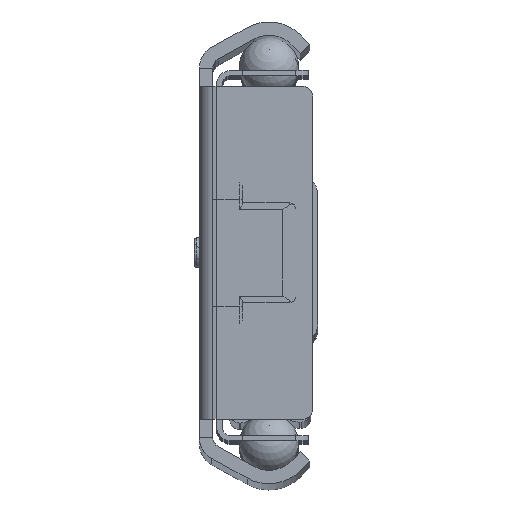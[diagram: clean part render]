
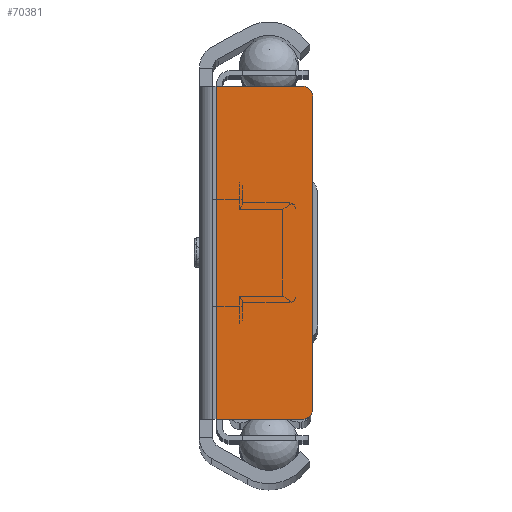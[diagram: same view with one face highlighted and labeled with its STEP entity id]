
A CAD part, top view. The second image highlights one B-rep face of the part: STEP entity #70381.
In plain terms, the highlighted planar face has unit normal (0, 0, 1).
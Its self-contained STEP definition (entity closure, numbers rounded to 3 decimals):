
#1699=PLANE('',#74562);
#5167=FACE_OUTER_BOUND('',#8766,.T.);
#8766=EDGE_LOOP('',(#47714,#47715,#47716,#47717,#47718,#47719));
#12666=LINE('',#106333,#18754);
#12672=LINE('',#106349,#18760);
#12693=LINE('',#106403,#18781);
#12694=LINE('',#106407,#18782);
#18754=VECTOR('',#83155,10.);
#18760=VECTOR('',#83171,10.);
#18781=VECTOR('',#83216,10.);
#18782=VECTOR('',#83223,1.38);
#24803=CIRCLE('',#74535,1.5);
#24806=CIRCLE('',#74541,1.5);
#28655=VERTEX_POINT('',#106320);
#28656=VERTEX_POINT('',#106321);
#28660=VERTEX_POINT('',#106331);
#28664=VERTEX_POINT('',#106343);
#28665=VERTEX_POINT('',#106347);
#28686=VERTEX_POINT('',#106402);
#36124=EDGE_CURVE('',#28655,#28656,#24803,.T.);
#36130=EDGE_CURVE('',#28660,#28655,#12666,.T.);
#36135=EDGE_CURVE('',#28664,#28660,#24806,.T.);
#36138=EDGE_CURVE('',#28665,#28664,#12672,.T.);
#36163=EDGE_CURVE('',#28665,#28686,#12693,.T.);
#36166=EDGE_CURVE('',#28656,#28686,#12694,.T.);
#47714=ORIENTED_EDGE('',*,*,#36124,.F.);
#47715=ORIENTED_EDGE('',*,*,#36130,.F.);
#47716=ORIENTED_EDGE('',*,*,#36135,.F.);
#47717=ORIENTED_EDGE('',*,*,#36138,.F.);
#47718=ORIENTED_EDGE('',*,*,#36163,.T.);
#47719=ORIENTED_EDGE('',*,*,#36166,.F.);
#70381=ADVANCED_FACE('',(#5167),#1699,.F.);
#74535=AXIS2_PLACEMENT_3D('',#106322,#83145,#83146);
#74541=AXIS2_PLACEMENT_3D('',#106344,#83165,#83166);
#74562=AXIS2_PLACEMENT_3D('',#106417,#83235,#83236);
#83145=DIRECTION('center_axis',(0.,0.,
-1.));
#83146=DIRECTION('ref_axis',(0.707,-0.707,0.));
#83155=DIRECTION('',(0.,-1.,0.));
#83165=DIRECTION('center_axis',(0.,0.,
-1.));
#83166=DIRECTION('ref_axis',(0.707,0.707,0.));
#83171=DIRECTION('',(1.,0.,0.));
#83216=DIRECTION('',(0.,-1.,0.));
#83223=DIRECTION('',(-1.,0.,0.));
#83235=DIRECTION('center_axis',(0.,0.,
-1.));
#83236=DIRECTION('ref_axis',(0.,1.,0.));
#106320=CARTESIAN_POINT('',(6.55,-23.5,550.));
#106321=CARTESIAN_POINT('',(5.05,-25.,550.));
#106322=CARTESIAN_POINT('Origin',(5.05,-23.5,550.));
#106331=CARTESIAN_POINT('',(6.55,23.5,550.));
#106333=CARTESIAN_POINT('',(6.55,25.,550.));
#106343=CARTESIAN_POINT('',(5.05,25.,550.));
#106344=CARTESIAN_POINT('Origin',(5.05,23.5,550.));
#106347=CARTESIAN_POINT('',(-7.95,25.,550.));
#106349=CARTESIAN_POINT('',(-7.95,25.,550.));
#106402=CARTESIAN_POINT('',(-7.95,-25.,550.));
#106403=CARTESIAN_POINT('',(-7.95,0.,550.));
#106407=CARTESIAN_POINT('',(-12.286,-25.,550.));
#106417=CARTESIAN_POINT('Origin',(-7.95,-25.,550.));
